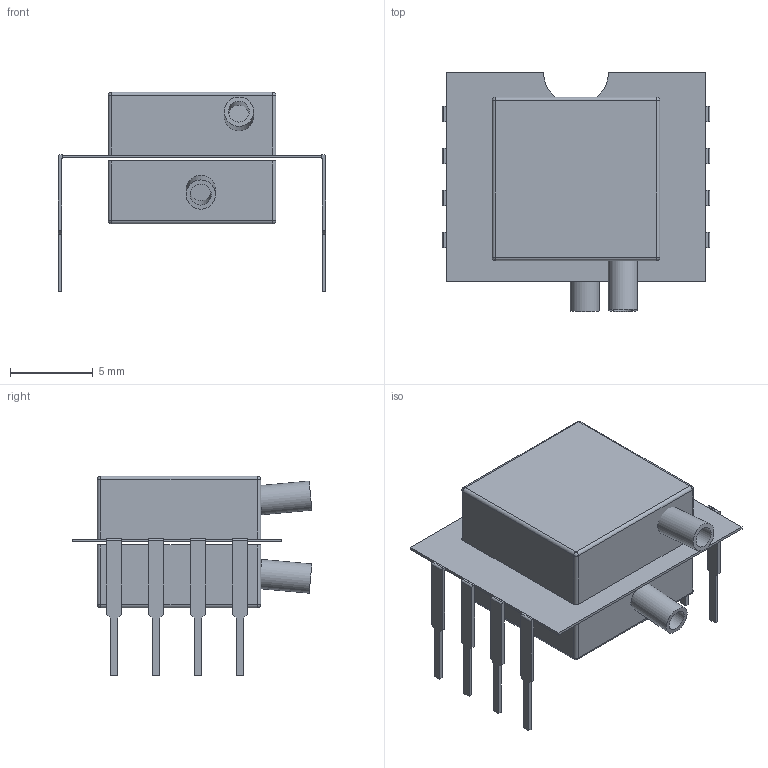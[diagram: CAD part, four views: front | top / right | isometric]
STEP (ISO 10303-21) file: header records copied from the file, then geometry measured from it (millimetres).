
FILE_DESCRIPTION(('HOOPS Exchange Step'),'2;1');
FILE_NAME('temp_export.step','2020-02-08T11:49:56-06:00',('mobile'),('Shapr3D Limited'),'HOOPS Exchange 2018.1','Shapr3D','Authorized');
FILE_SCHEMA( ('AP203_CONFIGURATION_CONTROLLED_3D_DESIGN_OF_MECHANICAL_PARTS_AND_ASSEMBLIES_MIM_LF') );
Length unit declared in the file: millimetre
Products named in the file (1): temp_export.x_b
Bounding box: 16.23 x 14.52 x 12.09 mm (x, y, z)
Volume: 816.2 mm3; surface area: 1291.4 mm2
Topology: 13 solids, 13 shells, 158 faces, 382 edges, 244 vertices
Faces by surface type: plane 121, cylinder 29, sphere 8
Full cylindrical faces by diameter (mm): 1.27 x2, 1.778 x2
Entity records: 4522 total; most frequent: CARTESIAN_POINT 777, DIRECTION 758, ORIENTED_EDGE 748, EDGE_CURVE 374, VECTOR 308, LINE 308, VERTEX_POINT 244, AXIS2_PLACEMENT_3D 225
